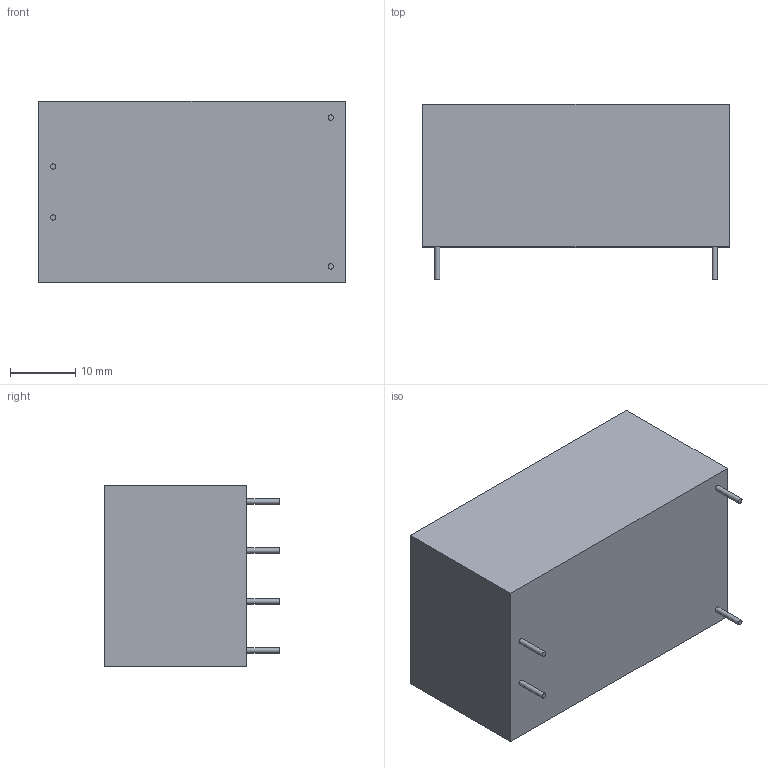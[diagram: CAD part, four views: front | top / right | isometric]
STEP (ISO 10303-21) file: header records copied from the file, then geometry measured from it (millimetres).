
FILE_DESCRIPTION (( 'STEP AP214' ), '1' );
FILE_NAME ('HLK-10M05.STEP', '2021-06-15T07:35:26', ( '' ), ( '' ), 'SwSTEP 2.0', 'SolidWorks 2018', '' );
FILE_SCHEMA (( 'AUTOMOTIVE_DESIGN' ));
Length unit declared in the file: millimetre
Products named in the file (2): HLK-10M05
Bounding box: 46.9 x 26.8 x 27.8 mm (x, y, z)
Volume: 28433.3 mm3; surface area: 5914.8 mm2
Topology: 1 solids, 1 shells, 14 faces, 28 edges, 20 vertices
Faces by surface type: plane 10, cylinder 4
Full cylindrical faces by diameter (mm): 0.8 x4
Entity records: 519 total; most frequent: DIRECTION 60, CARTESIAN_POINT 52, ORIENTED_EDGE 40, AXIS2_PLACEMENT_3D 24, EDGE_LOOP 22, EDGE_CURVE 20, FACE_OUTER_BOUND 18, UNCERTAINTY_MEASURE_WITH_UNIT 17
